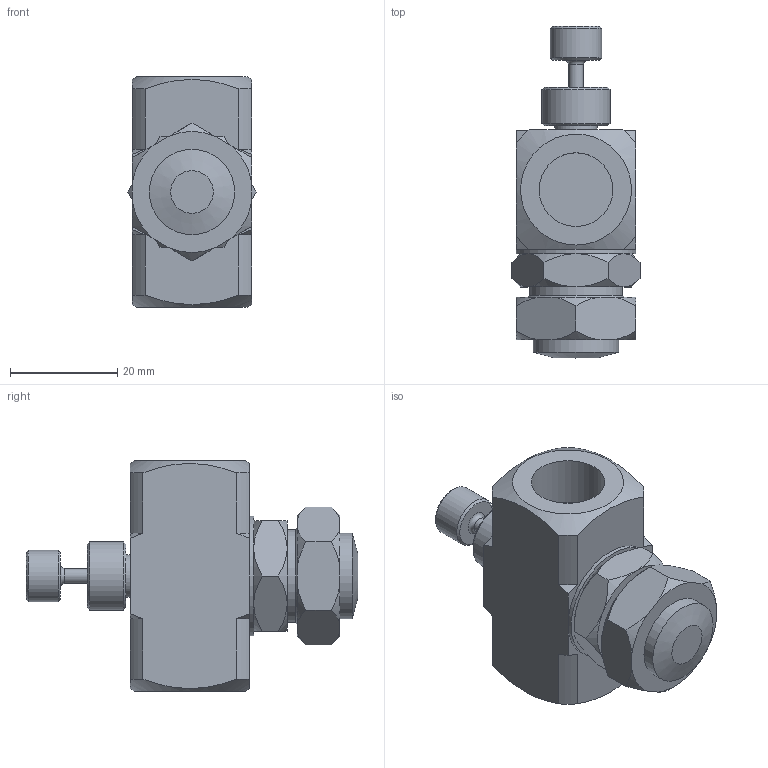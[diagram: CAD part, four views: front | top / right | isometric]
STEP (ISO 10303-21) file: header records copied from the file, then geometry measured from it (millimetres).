
FILE_DESCRIPTION((''),'2;1');
FILE_NAME('SR1010SS.stp','2013-05-07T09:10:36',('dan preston'),(''),'Autodesk Inventor 2012','Autodesk Inventor 2012','');
FILE_SCHEMA(('AUTOMOTIVE_DESIGN { 1 0 10303 214 1 1 1 1 }'));
Length unit declared in the file: inch
Products named in the file (1): SR1010SS
Bounding box: 23.83 x 61.79 x 42.86 mm (x, y, z)
Volume: 26197.7 mm3; surface area: 7761.5 mm2
Topology: 1 solids, 1 shells, 89 faces, 223 edges, 147 vertices
Faces by surface type: cone 40, plane 31, cylinder 17, torus 1
Full cylindrical faces by diameter (mm): 2.794 x1, 7.938 x1, 9.525 x1, 12.7 x1, 13.716 x2, 15.875 x1, 17.277 x1, 22.225 x1
Entity records: 2532 total; most frequent: CARTESIAN_POINT 574, ORIENTED_EDGE 398, DIRECTION 376, EDGE_CURVE 199, AXIS2_PLACEMENT_3D 159, VERTEX_POINT 141, EDGE_LOOP 118, FACE_OUTER_BOUND 89
